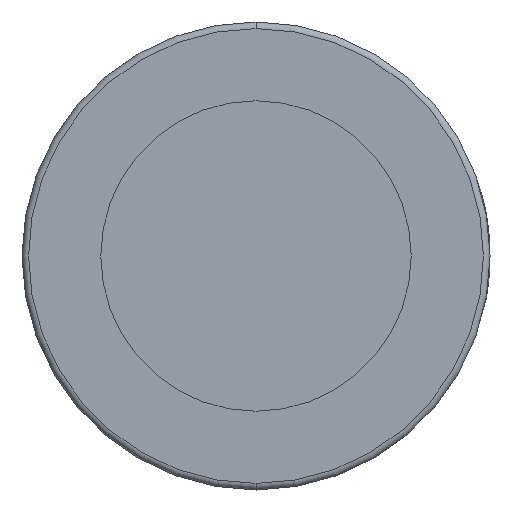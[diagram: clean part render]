
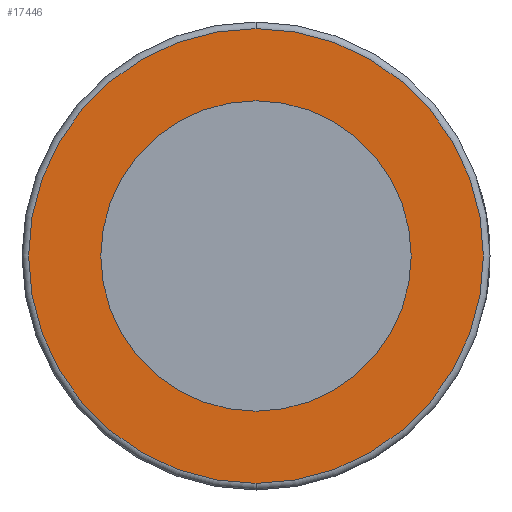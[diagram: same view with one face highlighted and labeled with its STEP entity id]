
A CAD part, front view. The second image highlights one B-rep face of the part: STEP entity #17446.
In plain terms, the highlighted planar face has unit normal (0, -1, 0).
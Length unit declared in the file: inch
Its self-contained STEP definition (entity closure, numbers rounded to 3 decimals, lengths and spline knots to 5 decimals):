
#130 = CIRCLE ( 'NONE', #5071, 0.34433 ) ;
#978 = AXIS2_PLACEMENT_3D ( 'NONE', #12279, #12370, #17635 ) ;
#1346 = VERTEX_POINT ( 'NONE', #11322 ) ;
#2635 = VERTEX_POINT ( 'NONE', #17711 ) ;
#3544 = CIRCLE ( 'NONE', #9910, 0.235 ) ;
#3898 = AXIS2_PLACEMENT_3D ( 'NONE', #17792, #13430, #10713 ) ;
#4023 = DIRECTION ( 'NONE',  ( 0., -1., 0. ) ) ;
#4309 = EDGE_LOOP ( 'NONE', ( #7652, #8054 ) ) ;
#5071 = AXIS2_PLACEMENT_3D ( 'NONE', #15102, #4023, #9907 ) ;
#5549 = FACE_OUTER_BOUND ( 'NONE', #4309, .T. ) ;
#5580 = DIRECTION ( 'NONE',  ( 0., -1., 0. ) ) ;
#6620 = CARTESIAN_POINT ( 'NONE',  ( 0., 0., 0.34433 ) ) ;
#7652 = ORIENTED_EDGE ( 'NONE', *, *, #8580, .T. ) ;
#7845 = ORIENTED_EDGE ( 'NONE', *, *, #13321, .F. ) ;
#8054 = ORIENTED_EDGE ( 'NONE', *, *, #9938, .T. ) ;
#8261 = CARTESIAN_POINT ( 'NONE',  ( 0., 0., -0.34433 ) ) ;
#8580 = EDGE_CURVE ( 'NONE', #14386, #16680, #8810, .T. ) ;
#8724 = FACE_BOUND ( 'NONE', #17852, .T. ) ;
#8810 = CIRCLE ( 'NONE', #978, 0.34433 ) ;
#9907 = DIRECTION ( 'NONE',  ( 0., 0., 1. ) ) ;
#9910 = AXIS2_PLACEMENT_3D ( 'NONE', #11041, #5580, #12484 ) ;
#9938 = EDGE_CURVE ( 'NONE', #16680, #14386, #130, .T. ) ;
#10007 = AXIS2_PLACEMENT_3D ( 'NONE', #11177, #11091, #12627 ) ;
#10713 = DIRECTION ( 'NONE',  ( 0., 0., -1. ) ) ;
#10902 = EDGE_CURVE ( 'NONE', #1346, #2635, #3544, .T. ) ;
#11041 = CARTESIAN_POINT ( 'NONE',  ( 0., 0., 0. ) ) ;
#11091 = DIRECTION ( 'NONE',  ( 0., 1., 0. ) ) ;
#11177 = CARTESIAN_POINT ( 'NONE',  ( 0., 0., 0. ) ) ;
#11322 = CARTESIAN_POINT ( 'NONE',  ( 0., 0., 0.235 ) ) ;
#12279 = CARTESIAN_POINT ( 'NONE',  ( 0., 0., 0. ) ) ;
#12370 = DIRECTION ( 'NONE',  ( 0., -1., 0. ) ) ;
#12451 = PLANE ( 'NONE',  #10007 ) ;
#12484 = DIRECTION ( 'NONE',  ( 0., 0., -1. ) ) ;
#12627 = DIRECTION ( 'NONE',  ( 0., 0., 1. ) ) ;
#13321 = EDGE_CURVE ( 'NONE', #2635, #1346, #15495, .T. ) ;
#13430 = DIRECTION ( 'NONE',  ( 0., -1., 0. ) ) ;
#14386 = VERTEX_POINT ( 'NONE', #6620 ) ;
#15102 = CARTESIAN_POINT ( 'NONE',  ( 0., 0., 0. ) ) ;
#15495 = CIRCLE ( 'NONE', #3898, 0.235 ) ;
#16680 = VERTEX_POINT ( 'NONE', #8261 ) ;
#17446 = ADVANCED_FACE ( 'NONE', ( #8724, #5549 ), #12451, .F. ) ;
#17578 = ORIENTED_EDGE ( 'NONE', *, *, #10902, .F. ) ;
#17635 = DIRECTION ( 'NONE',  ( 0., 0., 1. ) ) ;
#17711 = CARTESIAN_POINT ( 'NONE',  ( 0., 0., -0.235 ) ) ;
#17792 = CARTESIAN_POINT ( 'NONE',  ( 0., 0., 0. ) ) ;
#17852 = EDGE_LOOP ( 'NONE', ( #7845, #17578 ) ) ;
